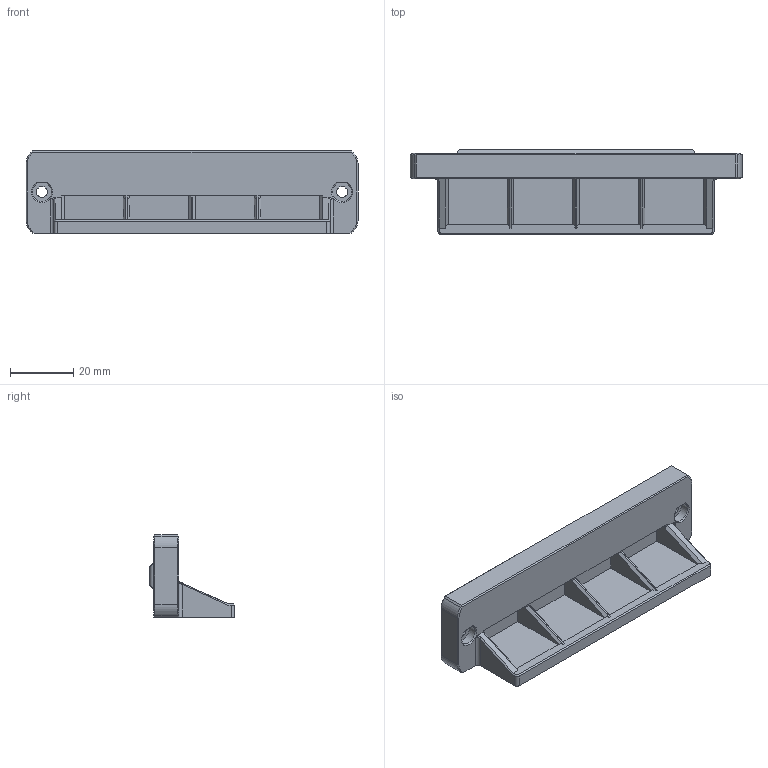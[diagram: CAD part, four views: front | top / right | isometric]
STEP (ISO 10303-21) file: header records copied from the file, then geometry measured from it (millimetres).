
FILE_DESCRIPTION(/* description */ (''),/* implementation_level */ '2;1');
FILE_NAME(/* name */ 'wago_mount.step',/* time_stamp */ '2025-07-28T12:40:10+02:00',/* author */ (''),/* organization */ (''),/* preprocessor_version */ 'ST-DEVELOPER v20.1',/* originating_system */ 'Autodesk Translation Framework v14.10.0.0',/* authorisation */ '');
FILE_SCHEMA (('AUTOMOTIVE_DESIGN { 1 0 10303 214 3 1 1 }'));
Length unit declared in the file: millimetre
Products named in the file (1): wago_mount
Bounding box: 104.8 x 26.7 x 26 mm (x, y, z)
Volume: 25950.1 mm3; surface area: 12262.6 mm2
Topology: 1 solids, 1 shells, 135 faces, 346 edges, 216 vertices
Faces by surface type: plane 103, cone 14, cylinder 14, bspline 4
Entity records: 4125 total; most frequent: CARTESIAN_POINT 819, ORIENTED_EDGE 692, DIRECTION 640, EDGE_CURVE 346, LINE 296, VECTOR 296, VERTEX_POINT 216, AXIS2_PLACEMENT_3D 172
